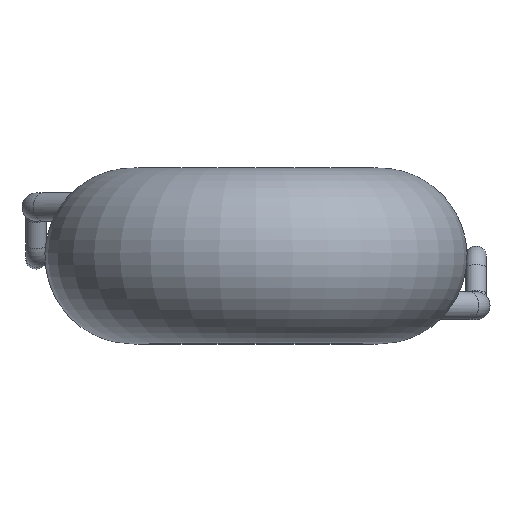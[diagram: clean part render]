
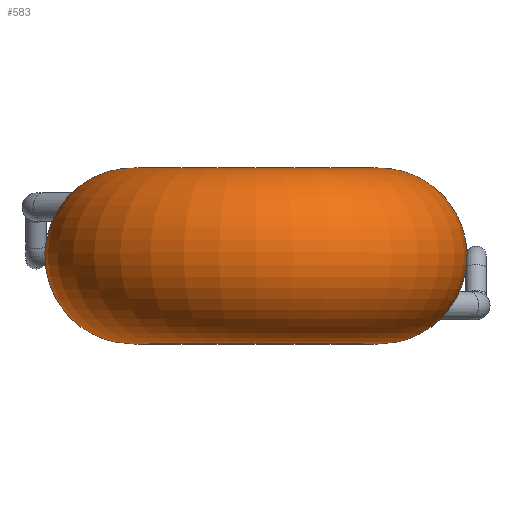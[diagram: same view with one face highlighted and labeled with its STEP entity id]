
A CAD part, top view. The second image highlights one B-rep face of the part: STEP entity #583.
In plain terms, the highlighted toroidal (fillet/blend) face has major radius 3.5 mm and minor radius 2.5 mm.
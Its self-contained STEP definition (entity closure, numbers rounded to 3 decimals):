
#451=CARTESIAN_POINT('',(4.64,0.476,-3.77));
#452=VERTEX_POINT('',#451);
#484=CARTESIAN_POINT('',(4.64,0.476,-3.77));
#485=CARTESIAN_POINT('',(4.732,0.47,-3.656));
#486=CARTESIAN_POINT('',(4.898,0.391,-3.419));
#487=CARTESIAN_POINT('',(5.03,0.121,-3.113));
#488=CARTESIAN_POINT('',(5.011,-0.226,-2.902));
#489=CARTESIAN_POINT('',(4.852,-0.576,-2.795));
#490=CARTESIAN_POINT('',(4.585,-0.873,-2.797));
#491=CARTESIAN_POINT('',(4.241,-1.092,-2.911));
#492=CARTESIAN_POINT('',(3.892,-1.166,-3.219));
#493=CARTESIAN_POINT('',(3.748,-1.066,-3.562));
#494=CARTESIAN_POINT('',(3.699,-0.934,-3.801));
#495=CARTESIAN_POINT('',(3.685,-0.77,-4.019));
#496=CARTESIAN_POINT('',(3.729,-0.468,-4.278));
#497=CARTESIAN_POINT('',(3.88,-0.098,-4.371));
#498=CARTESIAN_POINT('',(4.112,0.226,-4.284));
#499=CARTESIAN_POINT('',(4.348,0.433,-4.104));
#500=CARTESIAN_POINT('',(4.549,0.483,-3.884));
#501=CARTESIAN_POINT('',(4.64,0.476,-3.77));
#502=B_SPLINE_CURVE_WITH_KNOTS('',3,(#484,#485,#486,#487,#488,#489,#490,#491,#492,#493,#494,#495,#496,#497,#498,#499,#500,#501),.UNSPECIFIED.,.T.,.U.,(4,1,1,1,1,1,1,1,1,1,1,1,1,1,1,4),(0.0,0.02,0.04,0.06,0.08,0.1,0.12,0.14,0.16,0.17,0.18,0.2,0.23,0.24,0.26,0.28),.UNSPECIFIED.);
#503=EDGE_CURVE('',#452,#452,#502,.T.);
#528=CARTESIAN_POINT('',(0.,0.8,0.));
#529=DIRECTION('',(0.,-1.0,0.));
#530=DIRECTION('',(0.0,0.0,1.0));
#531=AXIS2_PLACEMENT_3D('',#528,#529,#530);
#532=TOROIDAL_SURFACE('',#531,3.5,2.5);
#533=CARTESIAN_POINT('',(0.,3.3,3.5));
#534=VERTEX_POINT('',#533);
#535=CARTESIAN_POINT('',(0.,3.3,0.));
#536=DIRECTION('',(0.0,-1.0,0.0));
#537=DIRECTION('',(0.0,0.0,-1.0));
#538=AXIS2_PLACEMENT_3D('',#535,#536,#537);
#539=CIRCLE('',#538,3.5);
#540=EDGE_CURVE('',#534,#534,#539,.T.);
#541=ORIENTED_EDGE('',*,*,#540,.T.);
#542=EDGE_LOOP('',(#541));
#543=FACE_OUTER_BOUND('',#542,.T.);
#544=CARTESIAN_POINT('',(0.,-1.7,3.5));
#545=VERTEX_POINT('',#544);
#546=CARTESIAN_POINT('',(0.,-1.7,0.));
#547=DIRECTION('',(0.0,1.0,0.0));
#548=DIRECTION('',(0.0,0.0,-1.0));
#549=AXIS2_PLACEMENT_3D('',#546,#547,#548);
#550=CIRCLE('',#549,3.5);
#551=EDGE_CURVE('',#545,#545,#550,.T.);
#552=ORIENTED_EDGE('',*,*,#551,.T.);
#553=EDGE_LOOP('',(#552));
#554=FACE_BOUND('',#553,.T.);
#555=CARTESIAN_POINT('',(-4.64,1.124,-3.77));
#556=VERTEX_POINT('',#555);
#557=CARTESIAN_POINT('',(-4.64,1.124,-3.77));
#558=CARTESIAN_POINT('',(-4.732,1.13,-3.656));
#559=CARTESIAN_POINT('',(-4.898,1.209,-3.419));
#560=CARTESIAN_POINT('',(-5.03,1.479,-3.113));
#561=CARTESIAN_POINT('',(-5.011,1.826,-2.902));
#562=CARTESIAN_POINT('',(-4.852,2.176,-2.795));
#563=CARTESIAN_POINT('',(-4.585,2.473,-2.797));
#564=CARTESIAN_POINT('',(-4.241,2.692,-2.911));
#565=CARTESIAN_POINT('',(-3.892,2.766,-3.22));
#566=CARTESIAN_POINT('',(-3.748,2.666,-3.562));
#567=CARTESIAN_POINT('',(-3.699,2.534,-3.801));
#568=CARTESIAN_POINT('',(-3.685,2.37,-4.019));
#569=CARTESIAN_POINT('',(-3.729,2.068,-4.278));
#570=CARTESIAN_POINT('',(-3.88,1.698,-4.371));
#571=CARTESIAN_POINT('',(-4.112,1.374,-4.284));
#572=CARTESIAN_POINT('',(-4.348,1.167,-4.104));
#573=CARTESIAN_POINT('',(-4.549,1.117,-3.884));
#574=CARTESIAN_POINT('',(-4.64,1.124,-3.77));
#575=B_SPLINE_CURVE_WITH_KNOTS('',3,(#557,#558,#559,#560,#561,#562,#563,#564,#565,#566,#567,#568,#569,#570,#571,#572,#573,#574),.UNSPECIFIED.,.T.,.U.,(4,1,1,1,1,1,1,1,1,1,1,1,1,1,1,4),(0.0,0.02,0.04,0.06,0.08,0.1,0.12,0.14,0.16,0.17,0.18,0.2,0.23,0.24,0.26,0.28),.UNSPECIFIED.);
#576=EDGE_CURVE('',#556,#556,#575,.T.);
#577=ORIENTED_EDGE('',*,*,#576,.F.);
#578=EDGE_LOOP('',(#577));
#579=FACE_BOUND('',#578,.T.);
#580=ORIENTED_EDGE('',*,*,#503,.F.);
#581=EDGE_LOOP('',(#580));
#582=FACE_BOUND('',#581,.T.);
#583=ADVANCED_FACE('',(#543,#554,#579,#582),#532,.T.);
